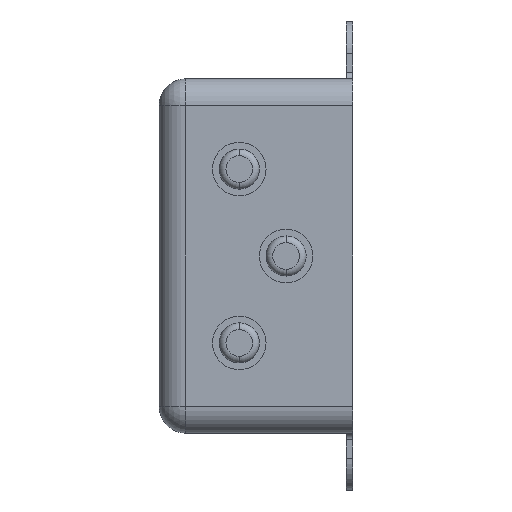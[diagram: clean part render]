
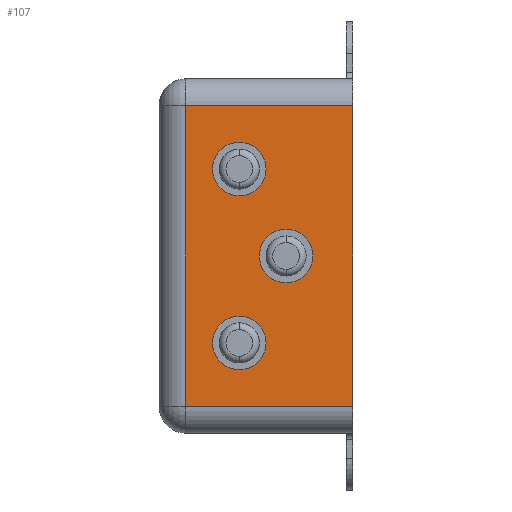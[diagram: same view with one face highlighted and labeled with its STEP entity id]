
A CAD part, left-side view. The second image highlights one B-rep face of the part: STEP entity #107.
In plain terms, the highlighted planar face has unit normal (-1, 0, 0).
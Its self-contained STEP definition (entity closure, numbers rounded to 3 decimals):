
#80 = CARTESIAN_POINT ( 'NONE',  ( 0., 25., -49. ) ) ;
#107 = ADVANCED_FACE ( 'NONE', ( #5542, #6189, #5944, #914 ), #3160, .F. ) ;
#117 = DIRECTION ( 'NONE',  ( 1., 0., 0. ) ) ;
#136 = CIRCLE ( 'NONE', #3417, 4. ) ;
#199 = CARTESIAN_POINT ( 'NONE',  ( 0., 17., -9.5 ) ) ;
#229 = AXIS2_PLACEMENT_3D ( 'NONE', #6483, #3288, #3362 ) ;
#233 = DIRECTION ( 'NONE',  ( -1., 0., 0. ) ) ;
#244 = LINE ( 'NONE', #3032, #5097 ) ;
#299 = AXIS2_PLACEMENT_3D ( 'NONE', #1796, #6501, #5426 ) ;
#309 = DIRECTION ( 'NONE',  ( 0., -1., 0. ) ) ;
#460 = AXIS2_PLACEMENT_3D ( 'NONE', #4400, #1783, #2787 ) ;
#473 = ORIENTED_EDGE ( 'NONE', *, *, #2555, .T. ) ;
#589 = VECTOR ( 'NONE', #309, 1000. ) ;
#672 = CARTESIAN_POINT ( 'NONE',  ( 0., 17., -43.5 ) ) ;
#718 = EDGE_LOOP ( 'NONE', ( #473, #5402 ) ) ;
#868 = EDGE_CURVE ( 'NONE', #6201, #4702, #940, .T. ) ;
#914 = FACE_BOUND ( 'NONE', #5166, .T. ) ;
#940 = CIRCLE ( 'NONE', #460, 3. ) ;
#1045 = CARTESIAN_POINT ( 'NONE',  ( 0., 17., -13.5 ) ) ;
#1086 = DIRECTION ( 'NONE',  ( 0., 0., 1. ) ) ;
#1122 = CARTESIAN_POINT ( 'NONE',  ( 0., 17., -13.5 ) ) ;
#1139 = EDGE_CURVE ( 'NONE', #5933, #6147, #4410, .T. ) ;
#1182 = EDGE_LOOP ( 'NONE', ( #5001, #4049 ) ) ;
#1204 = EDGE_CURVE ( 'NONE', #5686, #5399, #6210, .T. ) ;
#1330 = VERTEX_POINT ( 'NONE', #2760 ) ;
#1407 = AXIS2_PLACEMENT_3D ( 'NONE', #1122, #117, #4738 ) ;
#1461 = AXIS2_PLACEMENT_3D ( 'NONE', #4672, #4645, #3126 ) ;
#1783 = DIRECTION ( 'NONE',  ( 1., 0., 0. ) ) ;
#1796 = CARTESIAN_POINT ( 'NONE',  ( 0., 10., -26.5 ) ) ;
#1978 = CARTESIAN_POINT ( 'NONE',  ( 0., 10., -23.5 ) ) ;
#2043 = EDGE_CURVE ( 'NONE', #3264, #1330, #2923, .T. ) ;
#2170 = CIRCLE ( 'NONE', #299, 3. ) ;
#2484 = DIRECTION ( 'NONE',  ( 0., 1., 0. ) ) ;
#2555 = EDGE_CURVE ( 'NONE', #4702, #6201, #2170, .T. ) ;
#2655 = ORIENTED_EDGE ( 'NONE', *, *, #2043, .T. ) ;
#2760 = CARTESIAN_POINT ( 'NONE',  ( 0., 0., -49. ) ) ;
#2787 = DIRECTION ( 'NONE',  ( 0., 0., -1. ) ) ;
#2829 = DIRECTION ( 'NONE',  ( 0., 0., -1. ) ) ;
#2850 = EDGE_CURVE ( 'NONE', #3880, #5392, #5829, .T. ) ;
#2899 = CARTESIAN_POINT ( 'NONE',  ( 0., 29., -49. ) ) ;
#2914 = CARTESIAN_POINT ( 'NONE',  ( 0., 17., -39.5 ) ) ;
#2923 = LINE ( 'NONE', #2899, #589 ) ;
#3007 = EDGE_LOOP ( 'NONE', ( #5870, #2655, #6530, #4439 ) ) ;
#3032 = CARTESIAN_POINT ( 'NONE',  ( 0., 0., 0. ) ) ;
#3105 = CARTESIAN_POINT ( 'NONE',  ( 0., 17., -17.5 ) ) ;
#3126 = DIRECTION ( 'NONE',  ( 0., 0., -1. ) ) ;
#3156 = ORIENTED_EDGE ( 'NONE', *, *, #2850, .F. ) ;
#3160 = PLANE ( 'NONE',  #229 ) ;
#3264 = VERTEX_POINT ( 'NONE', #80 ) ;
#3288 = DIRECTION ( 'NONE',  ( 1., 0., 0. ) ) ;
#3335 = CARTESIAN_POINT ( 'NONE',  ( 0., 25., -4. ) ) ;
#3362 = DIRECTION ( 'NONE',  ( 0., 0., -1. ) ) ;
#3417 = AXIS2_PLACEMENT_3D ( 'NONE', #2914, #233, #2829 ) ;
#3434 = VECTOR ( 'NONE', #2484, 1000. ) ;
#3446 = LINE ( 'NONE', #5369, #5491 ) ;
#3509 = EDGE_CURVE ( 'NONE', #5392, #3880, #136, .T. ) ;
#3711 = ORIENTED_EDGE ( 'NONE', *, *, #3509, .F. ) ;
#3880 = VERTEX_POINT ( 'NONE', #672 ) ;
#3938 = CIRCLE ( 'NONE', #4366, 4. ) ;
#4049 = ORIENTED_EDGE ( 'NONE', *, *, #1204, .T. ) ;
#4169 = CARTESIAN_POINT ( 'NONE',  ( 0., 17., -35.5 ) ) ;
#4366 = AXIS2_PLACEMENT_3D ( 'NONE', #1045, #5157, #6475 ) ;
#4400 = CARTESIAN_POINT ( 'NONE',  ( 0., 10., -26.5 ) ) ;
#4410 = LINE ( 'NONE', #5632, #3434 ) ;
#4439 = ORIENTED_EDGE ( 'NONE', *, *, #1139, .T. ) ;
#4645 = DIRECTION ( 'NONE',  ( -1., 0., 0. ) ) ;
#4672 = CARTESIAN_POINT ( 'NONE',  ( 0., 17., -39.5 ) ) ;
#4702 = VERTEX_POINT ( 'NONE', #5941 ) ;
#4738 = DIRECTION ( 'NONE',  ( 0., 0., -1. ) ) ;
#4789 = DIRECTION ( 'NONE',  ( 0., 0., -1. ) ) ;
#4920 = EDGE_CURVE ( 'NONE', #1330, #5933, #244, .T. ) ;
#5001 = ORIENTED_EDGE ( 'NONE', *, *, #6637, .T. ) ;
#5097 = VECTOR ( 'NONE', #1086, 1000. ) ;
#5157 = DIRECTION ( 'NONE',  ( 1., 0., 0. ) ) ;
#5166 = EDGE_LOOP ( 'NONE', ( #3156, #3711 ) ) ;
#5369 = CARTESIAN_POINT ( 'NONE',  ( 0., 25., 0. ) ) ;
#5392 = VERTEX_POINT ( 'NONE', #4169 ) ;
#5399 = VERTEX_POINT ( 'NONE', #3105 ) ;
#5402 = ORIENTED_EDGE ( 'NONE', *, *, #868, .T. ) ;
#5426 = DIRECTION ( 'NONE',  ( 0., 0., -1. ) ) ;
#5491 = VECTOR ( 'NONE', #4789, 1000. ) ;
#5542 = FACE_BOUND ( 'NONE', #718, .T. ) ;
#5632 = CARTESIAN_POINT ( 'NONE',  ( 0., 29., -4. ) ) ;
#5686 = VERTEX_POINT ( 'NONE', #199 ) ;
#5829 = CIRCLE ( 'NONE', #1461, 4. ) ;
#5870 = ORIENTED_EDGE ( 'NONE', *, *, #6471, .T. ) ;
#5933 = VERTEX_POINT ( 'NONE', #6114 ) ;
#5941 = CARTESIAN_POINT ( 'NONE',  ( 0., 10., -29.5 ) ) ;
#5944 = FACE_OUTER_BOUND ( 'NONE', #3007, .T. ) ;
#6114 = CARTESIAN_POINT ( 'NONE',  ( 0., 0., -4. ) ) ;
#6147 = VERTEX_POINT ( 'NONE', #3335 ) ;
#6189 = FACE_BOUND ( 'NONE', #1182, .T. ) ;
#6201 = VERTEX_POINT ( 'NONE', #1978 ) ;
#6210 = CIRCLE ( 'NONE', #1407, 4. ) ;
#6471 = EDGE_CURVE ( 'NONE', #6147, #3264, #3446, .T. ) ;
#6475 = DIRECTION ( 'NONE',  ( 0., 0., -1. ) ) ;
#6483 = CARTESIAN_POINT ( 'NONE',  ( 0., 29., 0. ) ) ;
#6501 = DIRECTION ( 'NONE',  ( 1., 0., 0. ) ) ;
#6530 = ORIENTED_EDGE ( 'NONE', *, *, #4920, .T. ) ;
#6637 = EDGE_CURVE ( 'NONE', #5399, #5686, #3938, .T. ) ;
